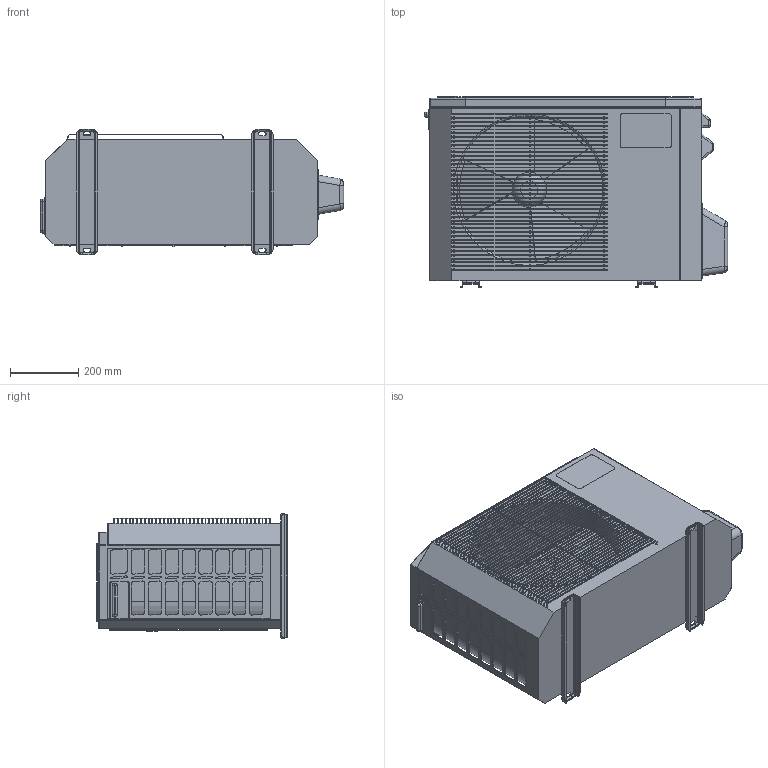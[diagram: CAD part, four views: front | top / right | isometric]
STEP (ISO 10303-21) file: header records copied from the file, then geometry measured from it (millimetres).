
FILE_DESCRIPTION (( 'STEP AP214' ), '1' );
FILE_NAME ('59.ODU.18 R01.STEP', '2022-08-02T20:09:08', ( '' ), ( '' ), 'SwSTEP 2.0', 'SolidWorks 2020', '' );
FILE_SCHEMA (( 'AUTOMOTIVE_DESIGN' ));
Length unit declared in the file: inch
Products named in the file (3): 59.ODU.LAB; 59.ODU.18 R01; Pioneer ODU Simple_Pioneer 12k ODU - YN012GMFI19RPD
Assembly tree (2 placements, depth 2):
  59.ODU.18 R01
    Pioneer ODU Simple_Pioneer 12k ODU - YN012GMFI19RPD
    59.ODU.LAB
Bounding box: 888.37 x 558.8 x 368.3 mm (x, y, z)
Volume: 58122449.2 mm3; surface area: 3239862.6 mm2
Topology: 2 solids, 2 shells, 1751 faces, 5159 edges, 3238 vertices
Faces by surface type: plane 1354, cylinder 306, torus 52, bspline 23, sphere 16
Entity records: 68040 total; most frequent: CARTESIAN_POINT 11312, ORIENTED_EDGE 10300, DIRECTION 9166, EDGE_CURVE 5150, VECTOR 4382, LINE 4382, VERTEX_POINT 3238, AXIS2_PLACEMENT_3D 2392
